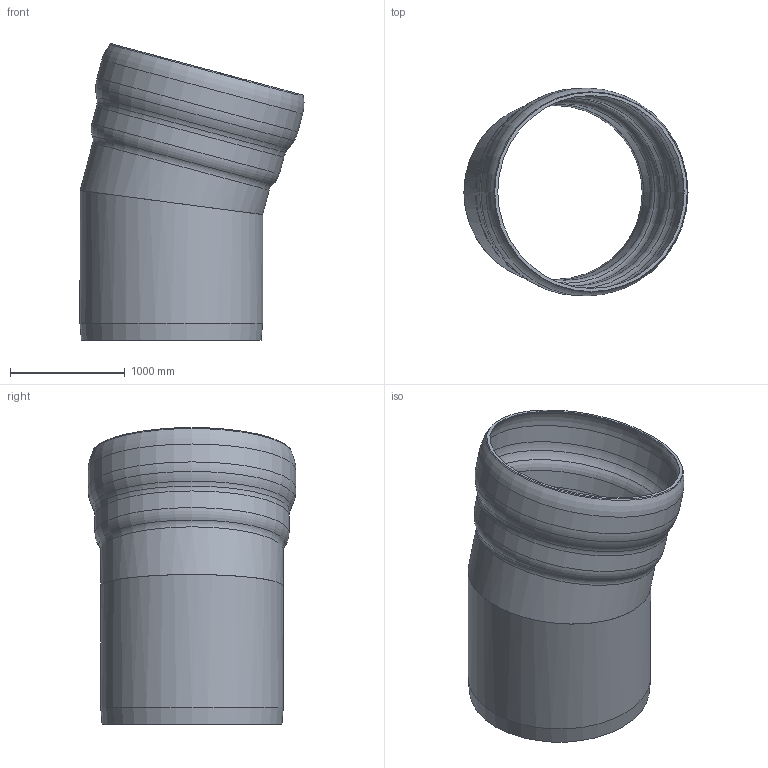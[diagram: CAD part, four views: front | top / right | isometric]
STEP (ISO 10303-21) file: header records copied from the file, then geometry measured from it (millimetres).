
FILE_DESCRIPTION(/* description */ (''),/* implementation_level */ '2;1');
FILE_NAME(/* name */ '00340.150X_3D.stp',/* time_stamp */ '2024-12-11T12:55:14+01:00',/* author */ ('CAD'),/* organization */ (''),/* preprocessor_version */ 'ST-DEVELOPER v20',/* originating_system */ 'AutoCAD Mechanical',/* authorisation */ '');
FILE_SCHEMA (('AUTOMOTIVE_DESIGN { 1 0 10303 214 3 1 1 }'));
Length unit declared in the file: centimetre
Products named in the file (1): Product
Bounding box: 1950.68 x 1810 x 2583.73 mm (x, y, z)
Volume: 308793198.3 mm3; surface area: 25208320.3 mm2
Topology: 2 solids, 2 shells, 29 faces, 66 edges, 41 vertices
Faces by surface type: torus 13, cylinder 8, plane 4, cone 4
Full cylindrical faces by diameter (mm): 1540 x2, 1590 x2, 1640 x1, 1690 x1, 1760 x1, 1810 x1
Entity records: 872 total; most frequent: DIRECTION 180, CARTESIAN_POINT 137, ORIENTED_EDGE 132, AXIS2_PLACEMENT_3D 84, EDGE_CURVE 66, CIRCLE 50, VERTEX_POINT 41, EDGE_LOOP 33
